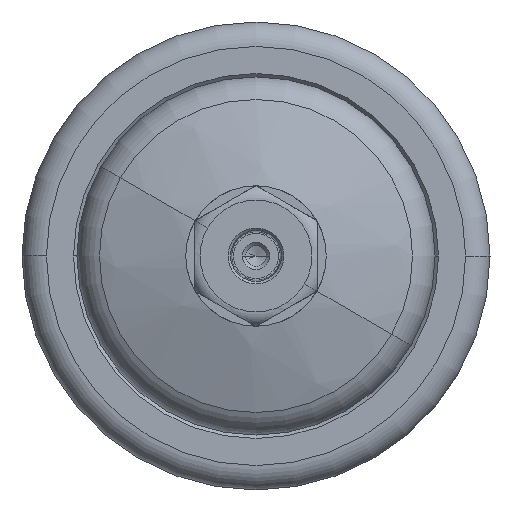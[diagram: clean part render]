
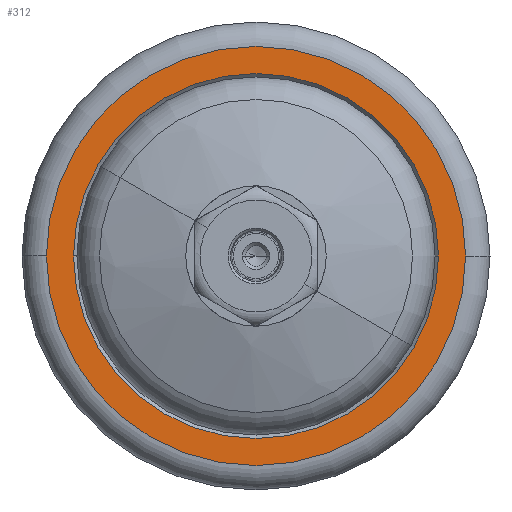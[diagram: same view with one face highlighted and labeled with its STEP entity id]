
A CAD part, front view. The second image highlights one B-rep face of the part: STEP entity #312.
In plain terms, the highlighted planar face has unit normal (0, -1, 0).
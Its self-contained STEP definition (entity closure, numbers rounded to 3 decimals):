
#111 = FACE_BOUND ( 'NONE', #3362, .T. ) ;
#192 = CIRCLE ( 'NONE', #2145, 44.835 ) ;
#262 = EDGE_LOOP ( 'NONE', ( #2212, #2418 ) ) ;
#312 = ADVANCED_FACE ( 'NONE', ( #111, #1303 ), #1808, .T. ) ;
#392 = CARTESIAN_POINT ( 'NONE',  ( 0., -36., 0. ) ) ;
#474 = ORIENTED_EDGE ( 'NONE', *, *, #2868, .T. ) ;
#709 = CIRCLE ( 'NONE', #2755, 51.5 ) ;
#935 = CARTESIAN_POINT ( 'NONE',  ( 0., -36., 0. ) ) ;
#956 = DIRECTION ( 'NONE',  ( 0., -1., 0. ) ) ;
#1072 = CARTESIAN_POINT ( 'NONE',  ( 0., -36., 0. ) ) ;
#1250 = DIRECTION ( 'NONE',  ( 1., 0., 0. ) ) ;
#1300 = CIRCLE ( 'NONE', #1459, 44.835 ) ;
#1303 = FACE_OUTER_BOUND ( 'NONE', #262, .T. ) ;
#1356 = DIRECTION ( 'NONE',  ( 0., 1., 0. ) ) ;
#1410 = CIRCLE ( 'NONE', #5085, 51.5 ) ;
#1459 = AXIS2_PLACEMENT_3D ( 'NONE', #1072, #3934, #4756 ) ;
#1634 = EDGE_CURVE ( 'NONE', #4859, #3125, #1410, .T. ) ;
#1808 = PLANE ( 'NONE',  #1919 ) ;
#1892 = CARTESIAN_POINT ( 'NONE',  ( 51.5, -36., 0. ) ) ;
#1919 = AXIS2_PLACEMENT_3D ( 'NONE', #5072, #956, #5042 ) ;
#2145 = AXIS2_PLACEMENT_3D ( 'NONE', #935, #1356, #2167 ) ;
#2167 = DIRECTION ( 'NONE',  ( 1., 0., 0. ) ) ;
#2212 = ORIENTED_EDGE ( 'NONE', *, *, #3844, .T. ) ;
#2418 = ORIENTED_EDGE ( 'NONE', *, *, #1634, .T. ) ;
#2755 = AXIS2_PLACEMENT_3D ( 'NONE', #392, #3523, #3551 ) ;
#2826 = CARTESIAN_POINT ( 'NONE',  ( 44.835, -36., 0. ) ) ;
#2868 = EDGE_CURVE ( 'NONE', #3019, #3074, #192, .T. ) ;
#3019 = VERTEX_POINT ( 'NONE', #3712 ) ;
#3074 = VERTEX_POINT ( 'NONE', #2826 ) ;
#3125 = VERTEX_POINT ( 'NONE', #1892 ) ;
#3291 = DIRECTION ( 'NONE',  ( 0., -1., 0. ) ) ;
#3362 = EDGE_LOOP ( 'NONE', ( #4494, #474 ) ) ;
#3523 = DIRECTION ( 'NONE',  ( 0., -1., 0. ) ) ;
#3551 = DIRECTION ( 'NONE',  ( 1., 0., 0. ) ) ;
#3712 = CARTESIAN_POINT ( 'NONE',  ( -44.835, -36., 0. ) ) ;
#3844 = EDGE_CURVE ( 'NONE', #3125, #4859, #709, .T. ) ;
#3934 = DIRECTION ( 'NONE',  ( 0., 1., 0. ) ) ;
#4062 = CARTESIAN_POINT ( 'NONE',  ( 0., -36., 0. ) ) ;
#4125 = EDGE_CURVE ( 'NONE', #3074, #3019, #1300, .T. ) ;
#4494 = ORIENTED_EDGE ( 'NONE', *, *, #4125, .T. ) ;
#4618 = CARTESIAN_POINT ( 'NONE',  ( -51.5, -36., 0. ) ) ;
#4756 = DIRECTION ( 'NONE',  ( 1., 0., 0. ) ) ;
#4859 = VERTEX_POINT ( 'NONE', #4618 ) ;
#5042 = DIRECTION ( 'NONE',  ( 1., 0., 0. ) ) ;
#5072 = CARTESIAN_POINT ( 'NONE',  ( 41.835, -36., 0. ) ) ;
#5085 = AXIS2_PLACEMENT_3D ( 'NONE', #4062, #3291, #1250 ) ;
